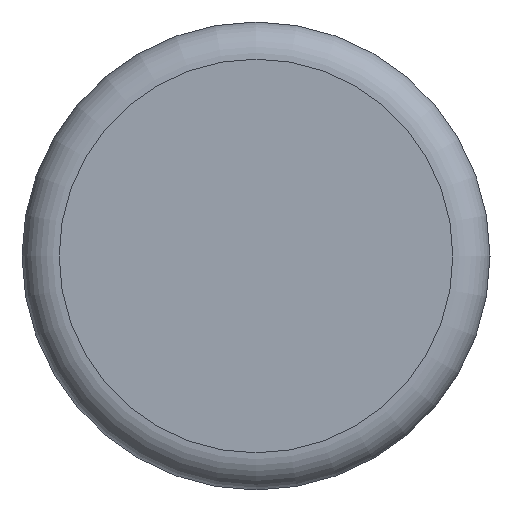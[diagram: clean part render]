
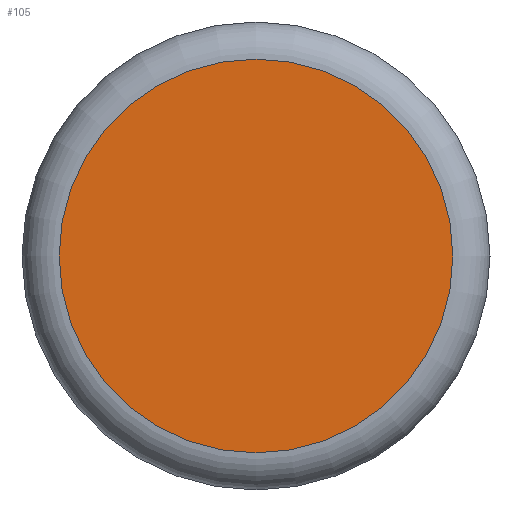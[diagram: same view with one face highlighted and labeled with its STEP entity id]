
A CAD part, left-side view. The second image highlights one B-rep face of the part: STEP entity #105.
In plain terms, the highlighted planar face has unit normal (-1, 0, 0).
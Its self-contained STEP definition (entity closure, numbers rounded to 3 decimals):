
#20=PLANE($,#124);
#35=FACE_OUTER_BOUND($,#48,.T.);
#48=EDGE_LOOP($,(#88));
#60=CIRCLE($,#123,2.65);
#68=VERTEX_POINT($,#183);
#76=EDGE_CURVE($,#68,#68,#60,.T.);
#88=ORIENTED_EDGE($,*,*,#76,.F.);
#105=ADVANCED_FACE($,(#35),#20,.F.);
#123=AXIS2_PLACEMENT_3D($,#184,#150,#151);
#124=AXIS2_PLACEMENT_3D($,#185,#152,#153);
#150=DIRECTION('center_axis',(1.,0.,0.));
#151=DIRECTION('ref_axis',(0.,-1.,0.));
#152=DIRECTION('center_axis',(1.,0.,0.));
#153=DIRECTION('ref_axis',(0.,0.,-1.));
#183=CARTESIAN_POINT('',(-16.,2.65,3.15));
#184=CARTESIAN_POINT('Origin',(-16.,0.,3.15));
#185=CARTESIAN_POINT('Origin',(-16.,0.,3.15));
